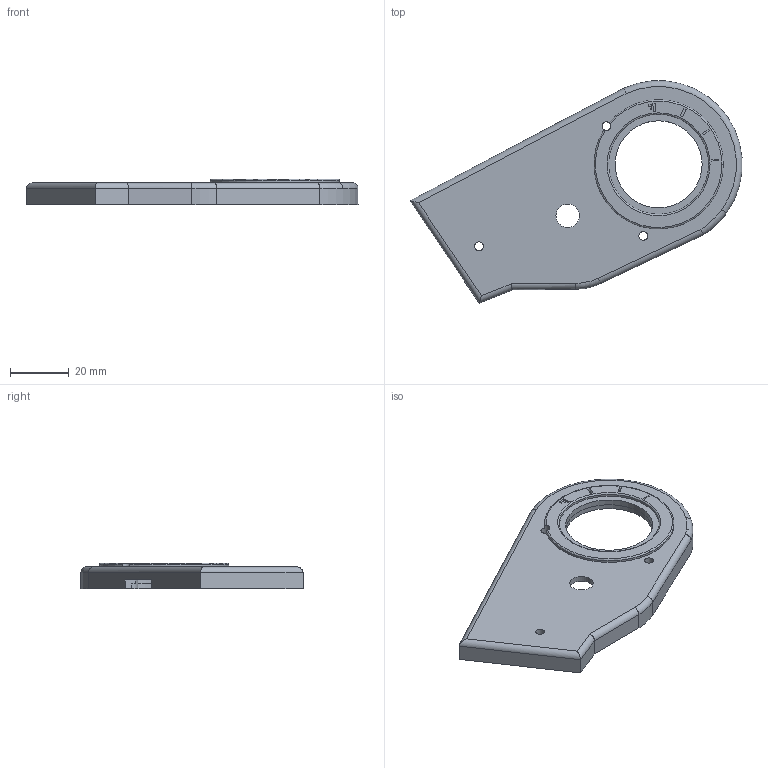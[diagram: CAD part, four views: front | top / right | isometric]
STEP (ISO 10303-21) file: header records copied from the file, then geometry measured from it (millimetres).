
FILE_DESCRIPTION(('FreeCAD Model'),'2;1');
FILE_NAME('Open CASCADE Shape Model','2025-08-26T15:11:42',(''),(''), 'Open CASCADE STEP processor 7.8','FreeCAD','Unknown');
FILE_SCHEMA(('AUTOMOTIVE_DESIGN { 1 0 10303 214 1 1 1 1 }'));
Length unit declared in the file: millimetre
Products named in the file (1): Top_body
Bounding box: 112.9 x 75.53 x 8.7 mm (x, y, z)
Volume: 16342.1 mm3; surface area: 13920.9 mm2
Topology: 1 solids, 1 shells, 104 faces, 265 edges, 175 vertices
Faces by surface type: plane 66, cylinder 31, torus 6, bspline 1
Full cylindrical faces by diameter (mm): 3 x3, 8 x4, 11.171 x1, 14.246 x1, 29.6 x2, 31.9 x1, 34 x1
Entity records: 3305 total; most frequent: CARTESIAN_POINT 680, DIRECTION 542, ORIENTED_EDGE 530, EDGE_CURVE 265, LINE 182, VECTOR 182, AXIS2_PLACEMENT_3D 180, VERTEX_POINT 175
